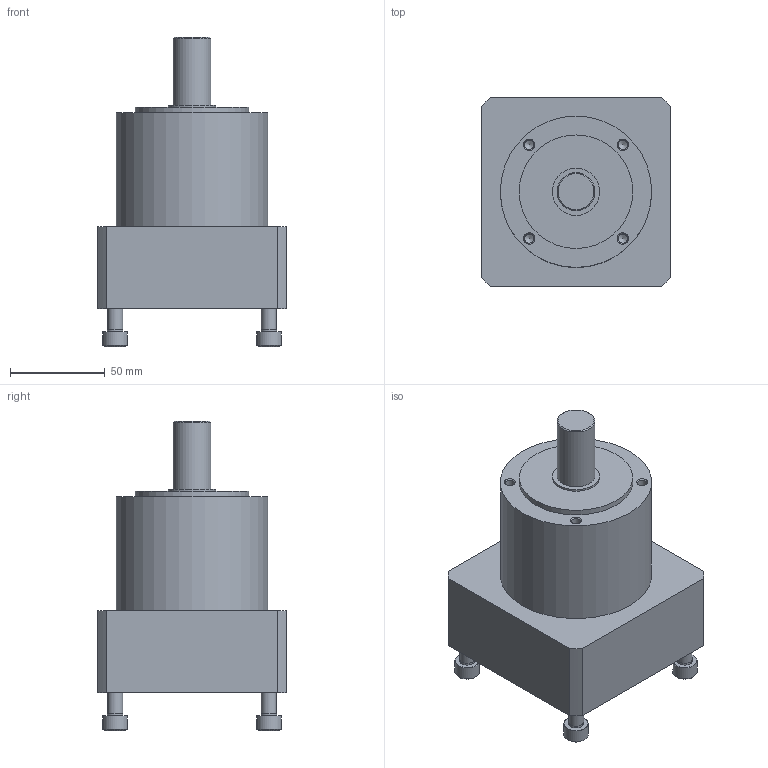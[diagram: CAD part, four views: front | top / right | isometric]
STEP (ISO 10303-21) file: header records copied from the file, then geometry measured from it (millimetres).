
FILE_DESCRIPTION(/* description */ ('STEP AP214'),/* implementation_level */ '2;1');
FILE_NAME(/* name */ '552195_EMGA-80-P-G5-SAS-100',/* time_stamp */ '2024-08-24T09:33:20+02:00',/* author */ ('License CC BY-ND 4.0'),/* organization */ ('CADENAS'),/* preprocessor_version */ 'ST-DEVELOPER v19.3',/* originating_system */ 'PARTsolutions',/* authorisation */ ' ');
FILE_SCHEMA (('AUTOMOTIVE_DESIGN {1 0 10303 214 3 1 1}'));
Length unit declared in the file: millimetre
Products named in the file (3): 552195 EMGA-80-P-G5-SAS-100; 552195 EMGA-80-P-G5-SAS-100---(P); DIN-912 - M8x30(F)
Assembly tree (5 placements, depth 2):
  552195 EMGA-80-P-G5-SAS-100
    552195 EMGA-80-P-G5-SAS-100---(P)
    DIN-912 - M8x30(F)  x4
Bounding box: 100 x 100 x 163.5 mm (x, y, z)
Volume: 692337.3 mm3; surface area: 72440.7 mm2
Topology: 5 solids, 5 shells, 167 faces, 334 edges, 189 vertices
Faces by surface type: plane 77, cone 61, cylinder 29
Full cylindrical faces by diameter (mm): 4.917 x4, 6.647 x4, 8 x4, 13 x4, 19 x1, 20 x1, 21 x1, 25 x1, 55 x1, 60 x1, 80 x1, 95 x1
Entity records: 2017 total; most frequent: DIRECTION 364, CARTESIAN_POINT 336, ORIENTED_EDGE 240, AXIS2_PLACEMENT_3D 161, FACE_BOUND 141, EDGE_LOOP 132, EDGE_CURVE 120, VERTEX_POINT 99
